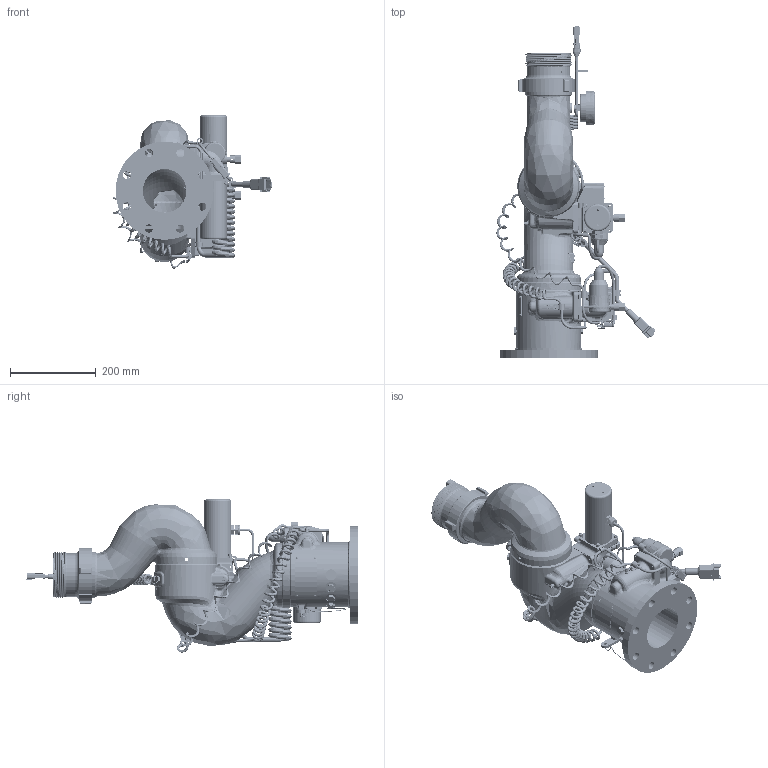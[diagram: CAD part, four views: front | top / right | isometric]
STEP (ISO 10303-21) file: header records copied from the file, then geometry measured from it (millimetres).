
FILE_DESCRIPTION (( 'STEP AP203' ), '1' );
FILE_NAME ('BOAX2 2000 (02007451).STEP', '2019-11-26T16:33:15', ( '' ), ( '' ), 'SwSTEP 2.0', 'SolidWorks 2019', '' );
FILE_SCHEMA (( 'CONFIG_CONTROL_DESIGN' ));
Length unit declared in the file: inch
Products named in the file (1): BOAX2 2000 (02007451)
Bounding box: 371.3 x 773.72 x 357.38 mm (x, y, z)
Surface area: 1094691.4 mm2 (no closed solid volume)
Topology: 0 solids, 275 shells, 2697 faces, 10819 edges, 8132 vertices
Faces by surface type: plane 882, cylinder 838, bspline 486, cone 275, torus 180, sphere 36
Entity records: 195462 total; most frequent: CARTESIAN_POINT 112500, DIRECTION 15904, ORIENTED_EDGE 15755, EDGE_CURVE 10779, VERTEX_POINT 8126, AXIS2_PLACEMENT_3D 5779, VECTOR 4346, LINE 4346
